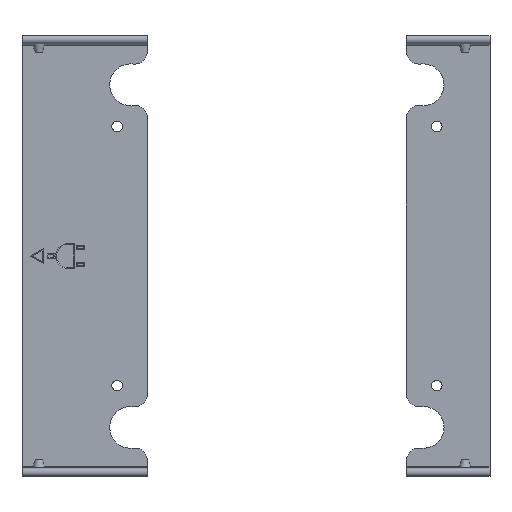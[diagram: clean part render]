
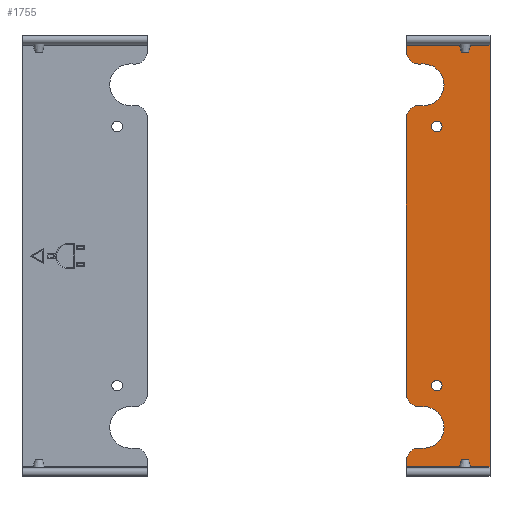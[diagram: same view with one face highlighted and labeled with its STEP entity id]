
A CAD part, top view. The second image highlights one B-rep face of the part: STEP entity #1755.
In plain terms, the highlighted planar face has unit normal (0, 0, 1).
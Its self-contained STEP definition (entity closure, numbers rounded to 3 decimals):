
#29=FACE_BOUND('',#287,.T.);
#30=FACE_BOUND('',#288,.T.);
#88=CIRCLE('',#1894,3.);
#89=CIRCLE('',#1895,5.);
#90=CIRCLE('',#1896,3.);
#91=CIRCLE('',#1897,3.);
#92=CIRCLE('',#1898,5.);
#93=CIRCLE('',#1899,3.);
#94=CIRCLE('',#1900,1.265);
#95=CIRCLE('',#1901,1.265);
#181=FACE_OUTER_BOUND('',#286,.T.);
#286=EDGE_LOOP('',(#1215,#1216,#1217,#1218,#1219,#1220,#1221,#1222,#1223,
#1224,#1225,#1226));
#287=EDGE_LOOP('',(#1227));
#288=EDGE_LOOP('',(#1228));
#423=LINE('',#2663,#597);
#425=LINE('',#2669,#599);
#426=LINE('',#2677,#600);
#427=LINE('',#2685,#601);
#428=LINE('',#2687,#602);
#429=LINE('',#2688,#603);
#597=VECTOR('',#2118,10.);
#599=VECTOR('',#2124,10.);
#600=VECTOR('',#2131,10.);
#601=VECTOR('',#2138,10.);
#602=VECTOR('',#2139,10.);
#603=VECTOR('',#2140,10.);
#768=VERTEX_POINT('',#2660);
#769=VERTEX_POINT('',#2662);
#771=VERTEX_POINT('',#2668);
#772=VERTEX_POINT('',#2670);
#773=VERTEX_POINT('',#2672);
#774=VERTEX_POINT('',#2674);
#775=VERTEX_POINT('',#2676);
#776=VERTEX_POINT('',#2678);
#777=VERTEX_POINT('',#2680);
#778=VERTEX_POINT('',#2682);
#779=VERTEX_POINT('',#2684);
#780=VERTEX_POINT('',#2686);
#781=VERTEX_POINT('',#2689);
#782=VERTEX_POINT('',#2691);
#944=EDGE_CURVE('',#768,#769,#423,.T.);
#947=EDGE_CURVE('',#771,#768,#425,.T.);
#948=EDGE_CURVE('',#772,#771,#88,.T.);
#949=EDGE_CURVE('',#772,#773,#89,.T.);
#950=EDGE_CURVE('',#774,#773,#90,.T.);
#951=EDGE_CURVE('',#775,#774,#426,.T.);
#952=EDGE_CURVE('',#776,#775,#91,.T.);
#953=EDGE_CURVE('',#776,#777,#92,.T.);
#954=EDGE_CURVE('',#778,#777,#93,.T.);
#955=EDGE_CURVE('',#779,#778,#427,.T.);
#956=EDGE_CURVE('',#780,#779,#428,.T.);
#957=EDGE_CURVE('',#769,#780,#429,.T.);
#958=EDGE_CURVE('',#781,#781,#94,.T.);
#959=EDGE_CURVE('',#782,#782,#95,.T.);
#1215=ORIENTED_EDGE('',*,*,#944,.F.);
#1216=ORIENTED_EDGE('',*,*,#947,.F.);
#1217=ORIENTED_EDGE('',*,*,#948,.F.);
#1218=ORIENTED_EDGE('',*,*,#949,.T.);
#1219=ORIENTED_EDGE('',*,*,#950,.F.);
#1220=ORIENTED_EDGE('',*,*,#951,.F.);
#1221=ORIENTED_EDGE('',*,*,#952,.F.);
#1222=ORIENTED_EDGE('',*,*,#953,.T.);
#1223=ORIENTED_EDGE('',*,*,#954,.F.);
#1224=ORIENTED_EDGE('',*,*,#955,.F.);
#1225=ORIENTED_EDGE('',*,*,#956,.F.);
#1226=ORIENTED_EDGE('',*,*,#957,.F.);
#1227=ORIENTED_EDGE('',*,*,#958,.T.);
#1228=ORIENTED_EDGE('',*,*,#959,.T.);
#1685=PLANE('',#1893);
#1755=ADVANCED_FACE('',(#181,#29,#30),#1685,.T.);
#1893=AXIS2_PLACEMENT_3D('',#2667,#2122,#2123);
#1894=AXIS2_PLACEMENT_3D('',#2671,#2125,#2126);
#1895=AXIS2_PLACEMENT_3D('',#2673,#2127,#2128);
#1896=AXIS2_PLACEMENT_3D('',#2675,#2129,#2130);
#1897=AXIS2_PLACEMENT_3D('',#2679,#2132,#2133);
#1898=AXIS2_PLACEMENT_3D('',#2681,#2134,#2135);
#1899=AXIS2_PLACEMENT_3D('',#2683,#2136,#2137);
#1900=AXIS2_PLACEMENT_3D('',#2690,#2141,#2142);
#1901=AXIS2_PLACEMENT_3D('',#2692,#2143,#2144);
#2118=DIRECTION('',(1.,0.,0.));
#2122=DIRECTION('center_axis',(0.,0.,1.));
#2123=DIRECTION('ref_axis',(0.,-1.,0.));
#2124=DIRECTION('',(0.,1.,0.));
#2125=DIRECTION('center_axis',(0.,0.,-1.));
#2126=DIRECTION('ref_axis',(-0.661,-0.75,0.));
#2127=DIRECTION('center_axis',(0.,0.,-1.));
#2128=DIRECTION('ref_axis',(1.,0.,0.));
#2129=DIRECTION('center_axis',(0.,0.,-1.));
#2130=DIRECTION('ref_axis',(-0.661,0.75,0.));
#2131=DIRECTION('',(0.,1.,0.));
#2132=DIRECTION('center_axis',(0.,0.,-1.));
#2133=DIRECTION('ref_axis',(-0.661,-0.75,0.));
#2134=DIRECTION('center_axis',(0.,0.,-1.));
#2135=DIRECTION('ref_axis',(1.,0.,0.));
#2136=DIRECTION('center_axis',(0.,0.,-1.));
#2137=DIRECTION('ref_axis',(-0.661,0.75,0.));
#2138=DIRECTION('',(0.,1.,0.));
#2139=DIRECTION('',(-1.,0.,0.));
#2140=DIRECTION('',(0.,-1.,0.));
#2141=DIRECTION('center_axis',(0.,0.,-1.));
#2142=DIRECTION('ref_axis',(1.,0.,0.));
#2143=DIRECTION('center_axis',(0.,0.,-1.));
#2144=DIRECTION('ref_axis',(1.,0.,0.));
#2660=CARTESIAN_POINT('',(31.,50.45,1.75));
#2662=CARTESIAN_POINT('',(51.,50.45,1.75));
#2663=CARTESIAN_POINT('',(41.,50.45,1.75));
#2667=CARTESIAN_POINT('Origin',(41.,50.75,1.75));
#2668=CARTESIAN_POINT('',(31.,48.937,1.75));
#2669=CARTESIAN_POINT('',(31.,-50.75,1.75));
#2670=CARTESIAN_POINT('',(34.375,45.961,1.75));
#2671=CARTESIAN_POINT('Origin',(34.,48.937,1.75));
#2672=CARTESIAN_POINT('',(34.375,36.039,1.75));
#2673=CARTESIAN_POINT('Origin',(35.,41.,1.75));
#2674=CARTESIAN_POINT('',(31.,33.063,1.75));
#2675=CARTESIAN_POINT('Origin',(34.,33.063,1.75));
#2676=CARTESIAN_POINT('',(31.,-33.063,1.75));
#2677=CARTESIAN_POINT('',(31.,-50.75,1.75));
#2678=CARTESIAN_POINT('',(34.375,-36.039,1.75));
#2679=CARTESIAN_POINT('Origin',(34.,-33.063,1.75));
#2680=CARTESIAN_POINT('',(34.375,-45.961,1.75));
#2681=CARTESIAN_POINT('Origin',(35.,-41.,1.75));
#2682=CARTESIAN_POINT('',(31.,-48.937,1.75));
#2683=CARTESIAN_POINT('Origin',(34.,-48.937,1.75));
#2684=CARTESIAN_POINT('',(31.,-50.45,1.75));
#2685=CARTESIAN_POINT('',(31.,-50.75,1.75));
#2686=CARTESIAN_POINT('',(51.,-50.45,1.75));
#2687=CARTESIAN_POINT('',(41.,-50.45,1.75));
#2688=CARTESIAN_POINT('',(51.,-50.75,1.75));
#2689=CARTESIAN_POINT('',(36.986,31.,1.75));
#2690=CARTESIAN_POINT('Origin',(38.25,31.,1.75));
#2691=CARTESIAN_POINT('',(36.986,-31.,1.75));
#2692=CARTESIAN_POINT('Origin',(38.25,-31.,1.75));
